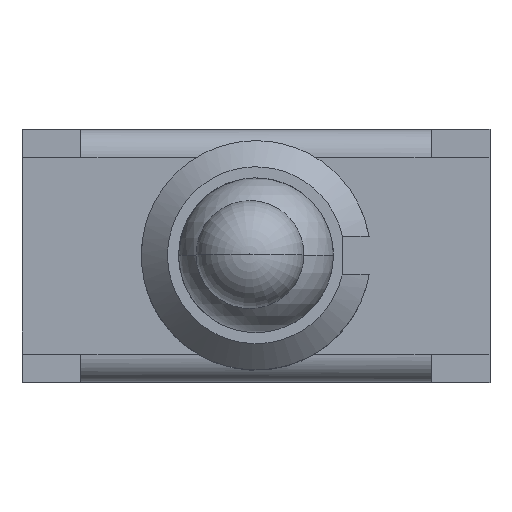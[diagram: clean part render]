
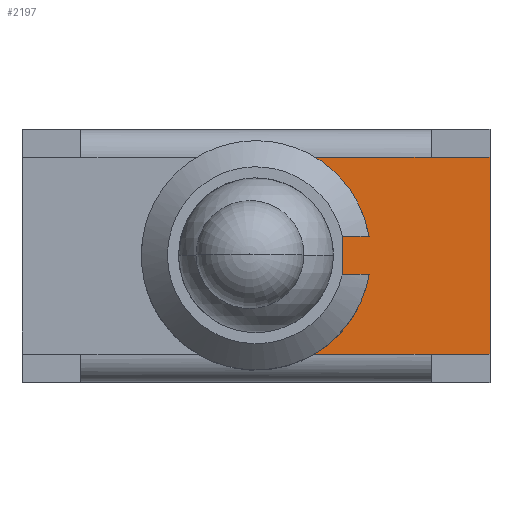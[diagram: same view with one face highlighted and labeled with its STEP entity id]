
A CAD part, top view. The second image highlights one B-rep face of the part: STEP entity #2197.
In plain terms, the highlighted planar face has unit normal (0, 0, 1).
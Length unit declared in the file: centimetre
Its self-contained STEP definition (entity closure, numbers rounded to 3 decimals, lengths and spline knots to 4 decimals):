
#25 = EDGE_CURVE ( 'NONE', #604, #2511, #2910, .T. ) ;
#159 = CARTESIAN_POINT ( 'NONE',  ( 0.3068, -0.051, 3.3705 ) ) ;
#267 = VERTEX_POINT ( 'NONE', #1523 ) ;
#376 = CARTESIAN_POINT ( 'NONE',  ( 0.3068, -0.051, 3.3705 ) ) ;
#539 = CARTESIAN_POINT ( 'NONE',  ( 0.3068, 0.051, 3.3705 ) ) ;
#569 = CARTESIAN_POINT ( 'NONE',  ( 0.475, 0.267, 3.3705 ) ) ;
#604 = VERTEX_POINT ( 'NONE', #4085 ) ;
#715 = DIRECTION ( 'NONE',  ( 0., 0., 1. ) ) ;
#727 = EDGE_CURVE ( 'NONE', #5770, #5930, #5643, .T. ) ;
#743 = CARTESIAN_POINT ( 'NONE',  ( 0.2358, -0.051, 3.3705 ) ) ;
#797 = EDGE_CURVE ( 'NONE', #267, #6280, #4225, .T. ) ;
#842 = ORIENTED_EDGE ( 'NONE', *, *, #1701, .T. ) ;
#886 = CARTESIAN_POINT ( 'NONE',  ( 0.1981, -0.2439, 3.3705 ) ) ;
#897 = B_SPLINE_CURVE_WITH_KNOTS ( 'NONE', 3,
 ( #159, #2611, #3857, #3936, #886, #4416 ),
 .UNSPECIFIED., .F., .F.,
 ( 4, 2, 4 ),
 ( 0.3295, 0.7633, 1.1971 ),
 .UNSPECIFIED. ) ;
#949 = CARTESIAN_POINT ( 'NONE',  ( 0.3068, 0.051, 3.3705 ) ) ;
#1012 = ORIENTED_EDGE ( 'NONE', *, *, #5765, .F. ) ;
#1051 = ORIENTED_EDGE ( 'NONE', *, *, #3804, .T. ) ;
#1307 = CARTESIAN_POINT ( 'NONE',  ( 0.5817, 0.267, 3.3705 ) ) ;
#1320 = CARTESIAN_POINT ( 'NONE',  ( 0.635, -0.089, 3.3705 ) ) ;
#1523 = CARTESIAN_POINT ( 'NONE',  ( 0.2358, 0.051, 3.3705 ) ) ;
#1548 = B_SPLINE_CURVE_WITH_KNOTS ( 'NONE', 3,
 ( #7013, #2780, #4537, #3310 ),
 .UNSPECIFIED., .F., .F.,
 ( 4, 4 ),
 ( 0., 1. ),
 .UNSPECIFIED. ) ;
#1701 = EDGE_CURVE ( 'NONE', #2511, #6477, #5142, .T. ) ;
#1809 = EDGE_CURVE ( 'NONE', #6234, #6653, #7727, .T. ) ;
#1983 = EDGE_CURVE ( 'NONE', #6280, #6388, #1548, .T. ) ;
#2003 = CARTESIAN_POINT ( 'NONE',  ( 0.635, -0.267, 3.3705 ) ) ;
#2026 = CARTESIAN_POINT ( 'NONE',  ( 0.5283, 0.267, 3.3705 ) ) ;
#2041 = PLANE ( 'NONE',  #5700 ) ;
#2131 = B_SPLINE_CURVE_WITH_KNOTS ( 'NONE', 3,
 ( #949, #3414, #4559, #4478 ),
 .UNSPECIFIED., .F., .F.,
 ( 4, 4 ),
 ( 0., 1. ),
 .UNSPECIFIED. ) ;
#2181 = CARTESIAN_POINT ( 'NONE',  ( 0.5283, -0.267, 3.3705 ) ) ;
#2197 = ADVANCED_FACE ( 'NONE', ( #4520 ), #2041, .T. ) ;
#2363 = ORIENTED_EDGE ( 'NONE', *, *, #3806, .T. ) ;
#2388 = CARTESIAN_POINT ( 'NONE',  ( 0.1981, 0.2439, 3.3705 ) ) ;
#2437 = B_SPLINE_CURVE_WITH_KNOTS ( 'NONE', 3,
 ( #2003, #1320, #6961, #5641 ),
 .UNSPECIFIED., .F., .F.,
 ( 4, 4 ),
 ( 0., 1. ),
 .UNSPECIFIED. ) ;
#2511 = VERTEX_POINT ( 'NONE', #4470 ) ;
#2611 = CARTESIAN_POINT ( 'NONE',  ( 0.2994, -0.0954, 3.3705 ) ) ;
#2739 = CARTESIAN_POINT ( 'NONE',  ( 0.3068, 0.051, 3.3705 ) ) ;
#2780 = CARTESIAN_POINT ( 'NONE',  ( 0.2595, -0.051, 3.3705 ) ) ;
#2910 = B_SPLINE_CURVE_WITH_KNOTS ( 'NONE', 3,
 ( #3062, #2976, #5374, #5416 ),
 .UNSPECIFIED., .F., .F.,
 ( 4, 4 ),
 ( 0., 1. ),
 .UNSPECIFIED. ) ;
#2976 = CARTESIAN_POINT ( 'NONE',  ( 0.2646, -0.267, 3.3705 ) ) ;
#2979 = CARTESIAN_POINT ( 'NONE',  ( 0.2646, 0.267, 3.3705 ) ) ;
#3026 = CARTESIAN_POINT ( 'NONE',  ( 0.1595, 0.267, 3.3705 ) ) ;
#3062 = CARTESIAN_POINT ( 'NONE',  ( 0.1595, -0.267, 3.3705 ) ) ;
#3149 = CARTESIAN_POINT ( 'NONE',  ( 0.1595, 0.267, 3.3705 ) ) ;
#3164 = DIRECTION ( 'NONE',  ( 1., 0., 0. ) ) ;
#3170 = ORIENTED_EDGE ( 'NONE', *, *, #25, .T. ) ;
#3279 = CARTESIAN_POINT ( 'NONE',  ( 0.2358, 0.051, 3.3705 ) ) ;
#3310 = CARTESIAN_POINT ( 'NONE',  ( 0.3068, -0.051, 3.3705 ) ) ;
#3414 = CARTESIAN_POINT ( 'NONE',  ( 0.2831, 0.051, 3.3705 ) ) ;
#3633 = CARTESIAN_POINT ( 'NONE',  ( 0.635, -0.267, 3.3705 ) ) ;
#3800 = ORIENTED_EDGE ( 'NONE', *, *, #1983, .T. ) ;
#3804 = EDGE_CURVE ( 'NONE', #6477, #5930, #2437, .T. ) ;
#3806 = EDGE_CURVE ( 'NONE', #6388, #604, #897, .T. ) ;
#3857 = CARTESIAN_POINT ( 'NONE',  ( 0.2823, -0.1381, 3.3705 ) ) ;
#3936 = CARTESIAN_POINT ( 'NONE',  ( 0.2316, -0.2124, 3.3705 ) ) ;
#3957 = CARTESIAN_POINT ( 'NONE',  ( 0.475, -0.267, 3.3705 ) ) ;
#4085 = CARTESIAN_POINT ( 'NONE',  ( 0.1595, -0.267, 3.3705 ) ) ;
#4182 = ORIENTED_EDGE ( 'NONE', *, *, #797, .T. ) ;
#4225 = B_SPLINE_CURVE_WITH_KNOTS ( 'NONE', 3,
 ( #3279, #6159, #5702, #743 ),
 .UNSPECIFIED., .F., .F.,
 ( 4, 4 ),
 ( 0., 1. ),
 .UNSPECIFIED. ) ;
#4229 = CARTESIAN_POINT ( 'NONE',  ( 0.2823, 0.1381, 3.3705 ) ) ;
#4300 = CARTESIAN_POINT ( 'NONE',  ( 0.3698, 0.267, 3.3705 ) ) ;
#4416 = CARTESIAN_POINT ( 'NONE',  ( 0.1595, -0.267, 3.3705 ) ) ;
#4470 = CARTESIAN_POINT ( 'NONE',  ( 0.475, -0.267, 3.3705 ) ) ;
#4478 = CARTESIAN_POINT ( 'NONE',  ( 0.2358, 0.051, 3.3705 ) ) ;
#4520 = FACE_OUTER_BOUND ( 'NONE', #5949, .T. ) ;
#4537 = CARTESIAN_POINT ( 'NONE',  ( 0.2831, -0.051, 3.3705 ) ) ;
#4559 = CARTESIAN_POINT ( 'NONE',  ( 0.2595, 0.051, 3.3705 ) ) ;
#4561 = CARTESIAN_POINT ( 'NONE',  ( 0.1357, 0.2937, 3.3705 ) ) ;
#4659 = CARTESIAN_POINT ( 'NONE',  ( 0.5817, -0.267, 3.3705 ) ) ;
#4695 = ORIENTED_EDGE ( 'NONE', *, *, #727, .F. ) ;
#5140 = CARTESIAN_POINT ( 'NONE',  ( 0.2358, -0.051, 3.3705 ) ) ;
#5142 = B_SPLINE_CURVE_WITH_KNOTS ( 'NONE', 3,
 ( #3957, #2181, #4659, #7066 ),
 .UNSPECIFIED., .F., .F.,
 ( 4, 4 ),
 ( 0., 1. ),
 .UNSPECIFIED. ) ;
#5149 = CARTESIAN_POINT ( 'NONE',  ( 0.635, 0.267, 3.3705 ) ) ;
#5301 = ORIENTED_EDGE ( 'NONE', *, *, #7224, .T. ) ;
#5374 = CARTESIAN_POINT ( 'NONE',  ( 0.3698, -0.267, 3.3705 ) ) ;
#5416 = CARTESIAN_POINT ( 'NONE',  ( 0.475, -0.267, 3.3705 ) ) ;
#5473 = ORIENTED_EDGE ( 'NONE', *, *, #1809, .T. ) ;
#5641 = CARTESIAN_POINT ( 'NONE',  ( 0.635, 0.267, 3.3705 ) ) ;
#5643 = B_SPLINE_CURVE_WITH_KNOTS ( 'NONE', 3,
 ( #7515, #2026, #1307, #7438 ),
 .UNSPECIFIED., .F., .F.,
 ( 4, 4 ),
 ( 0., 1. ),
 .UNSPECIFIED. ) ;
#5700 = AXIS2_PLACEMENT_3D ( 'NONE', #4561, #715, #3164 ) ;
#5702 = CARTESIAN_POINT ( 'NONE',  ( 0.2358, -0.017, 3.3705 ) ) ;
#5765 = EDGE_CURVE ( 'NONE', #6234, #5770, #6131, .T. ) ;
#5770 = VERTEX_POINT ( 'NONE', #569 ) ;
#5930 = VERTEX_POINT ( 'NONE', #5149 ) ;
#5949 = EDGE_LOOP ( 'NONE', ( #5473, #5301, #4182, #3800, #2363, #3170, #842, #1051, #4695, #1012 ) ) ;
#6131 = B_SPLINE_CURVE_WITH_KNOTS ( 'NONE', 3,
 ( #7340, #2979, #4300, #7301 ),
 .UNSPECIFIED., .F., .F.,
 ( 4, 4 ),
 ( 0., 1. ),
 .UNSPECIFIED. ) ;
#6159 = CARTESIAN_POINT ( 'NONE',  ( 0.2358, 0.017, 3.3705 ) ) ;
#6234 = VERTEX_POINT ( 'NONE', #3149 ) ;
#6280 = VERTEX_POINT ( 'NONE', #5140 ) ;
#6388 = VERTEX_POINT ( 'NONE', #376 ) ;
#6477 = VERTEX_POINT ( 'NONE', #3633 ) ;
#6619 = CARTESIAN_POINT ( 'NONE',  ( 0.2994, 0.0954, 3.3705 ) ) ;
#6653 = VERTEX_POINT ( 'NONE', #2739 ) ;
#6961 = CARTESIAN_POINT ( 'NONE',  ( 0.635, 0.089, 3.3705 ) ) ;
#7013 = CARTESIAN_POINT ( 'NONE',  ( 0.2358, -0.051, 3.3705 ) ) ;
#7066 = CARTESIAN_POINT ( 'NONE',  ( 0.635, -0.267, 3.3705 ) ) ;
#7224 = EDGE_CURVE ( 'NONE', #6653, #267, #2131, .T. ) ;
#7301 = CARTESIAN_POINT ( 'NONE',  ( 0.475, 0.267, 3.3705 ) ) ;
#7340 = CARTESIAN_POINT ( 'NONE',  ( 0.1595, 0.267, 3.3705 ) ) ;
#7438 = CARTESIAN_POINT ( 'NONE',  ( 0.635, 0.267, 3.3705 ) ) ;
#7515 = CARTESIAN_POINT ( 'NONE',  ( 0.475, 0.267, 3.3705 ) ) ;
#7727 = B_SPLINE_CURVE_WITH_KNOTS ( 'NONE', 3,
 ( #3026, #2388, #7795, #4229, #6619, #539 ),
 .UNSPECIFIED., .F., .F.,
 ( 4, 2, 4 ),
 ( -0.8676, -0.4338, 0. ),
 .UNSPECIFIED. ) ;
#7795 = CARTESIAN_POINT ( 'NONE',  ( 0.2316, 0.2124, 3.3705 ) ) ;
